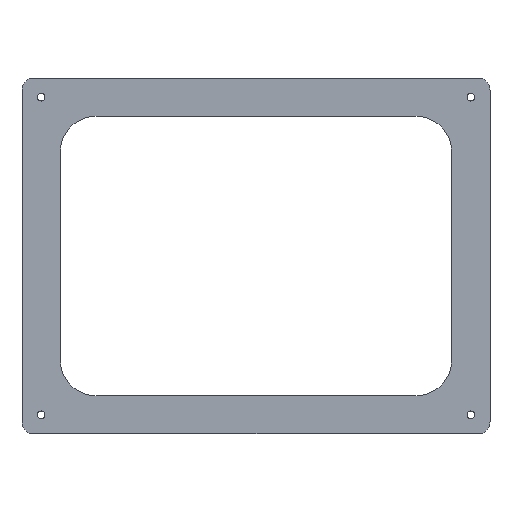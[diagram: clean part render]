
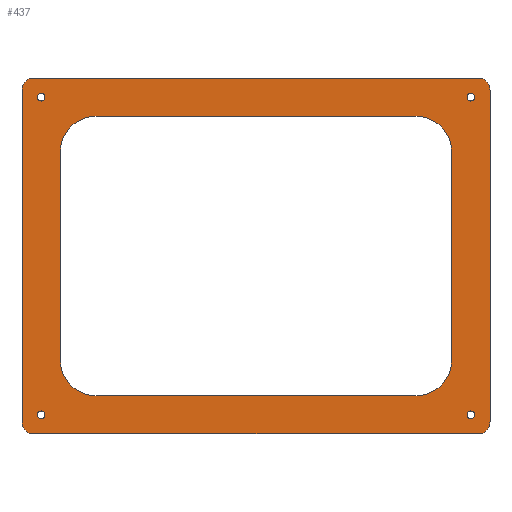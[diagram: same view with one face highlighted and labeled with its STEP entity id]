
A CAD part, top view. The second image highlights one B-rep face of the part: STEP entity #437.
In plain terms, the highlighted planar face has unit normal (0, 0, 1).
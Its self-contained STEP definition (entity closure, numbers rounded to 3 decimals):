
#15=FACE_BOUND('',#78,.T.);
#16=FACE_BOUND('',#79,.T.);
#17=FACE_BOUND('',#80,.T.);
#18=FACE_BOUND('',#81,.T.);
#19=FACE_BOUND('',#82,.T.);
#33=PLANE('',#497);
#55=FACE_OUTER_BOUND('',#77,.T.);
#77=EDGE_LOOP('',(#365,#366,#367,#368,#369,#370,#371,#372));
#78=EDGE_LOOP('',(#373,#374,#375,#376,#377,#378,#379,#380));
#79=EDGE_LOOP('',(#381));
#80=EDGE_LOOP('',(#382));
#81=EDGE_LOOP('',(#383));
#82=EDGE_LOOP('',(#384));
#99=LINE('',#674,#135);
#102=LINE('',#683,#138);
#105=LINE('',#694,#141);
#111=LINE('',#713,#147);
#115=LINE('',#725,#151);
#118=LINE('',#736,#154);
#122=LINE('',#746,#158);
#123=LINE('',#748,#159);
#135=VECTOR('',#543,10.);
#138=VECTOR('',#554,10.);
#141=VECTOR('',#565,10.);
#147=VECTOR('',#585,10.);
#151=VECTOR('',#597,10.);
#154=VECTOR('',#608,10.);
#158=VECTOR('',#620,10.);
#159=VECTOR('',#623,10.);
#162=CIRCLE('',#455,15.);
#163=CIRCLE('',#457,1.6);
#166=CIRCLE('',#461,5.);
#168=CIRCLE('',#464,15.);
#169=CIRCLE('',#466,1.6);
#172=CIRCLE('',#471,5.);
#174=CIRCLE('',#475,15.);
#175=CIRCLE('',#478,1.6);
#178=CIRCLE('',#482,5.);
#180=CIRCLE('',#486,15.);
#181=CIRCLE('',#489,1.6);
#184=CIRCLE('',#494,5.);
#187=VERTEX_POINT('',#634);
#188=VERTEX_POINT('',#636);
#189=VERTEX_POINT('',#640);
#193=VERTEX_POINT('',#649);
#194=VERTEX_POINT('',#651);
#197=VERTEX_POINT('',#658);
#198=VERTEX_POINT('',#660);
#199=VERTEX_POINT('',#664);
#202=VERTEX_POINT('',#672);
#204=VERTEX_POINT('',#678);
#207=VERTEX_POINT('',#688);
#208=VERTEX_POINT('',#690);
#209=VERTEX_POINT('',#697);
#213=VERTEX_POINT('',#706);
#214=VERTEX_POINT('',#708);
#217=VERTEX_POINT('',#718);
#218=VERTEX_POINT('',#720);
#219=VERTEX_POINT('',#727);
#222=VERTEX_POINT('',#735);
#224=VERTEX_POINT('',#741);
#227=EDGE_CURVE('',#187,#188,#162,.T.);
#229=EDGE_CURVE('',#189,#189,#163,.T.);
#234=EDGE_CURVE('',#194,#193,#166,.T.);
#238=EDGE_CURVE('',#198,#197,#168,.T.);
#240=EDGE_CURVE('',#199,#199,#169,.T.);
#245=EDGE_CURVE('',#202,#193,#99,.T.);
#248=EDGE_CURVE('',#204,#202,#172,.T.);
#250=EDGE_CURVE('',#197,#188,#102,.T.);
#253=EDGE_CURVE('',#208,#207,#174,.T.);
#255=EDGE_CURVE('',#208,#187,#105,.T.);
#257=EDGE_CURVE('',#209,#209,#175,.T.);
#262=EDGE_CURVE('',#213,#214,#178,.T.);
#265=EDGE_CURVE('',#213,#194,#111,.T.);
#268=EDGE_CURVE('',#217,#218,#180,.T.);
#271=EDGE_CURVE('',#217,#198,#115,.T.);
#272=EDGE_CURVE('',#219,#219,#181,.T.);
#276=EDGE_CURVE('',#222,#214,#118,.T.);
#279=EDGE_CURVE('',#224,#222,#184,.T.);
#282=EDGE_CURVE('',#224,#204,#122,.T.);
#283=EDGE_CURVE('',#218,#207,#123,.T.);
#365=ORIENTED_EDGE('',*,*,#265,.T.);
#366=ORIENTED_EDGE('',*,*,#234,.T.);
#367=ORIENTED_EDGE('',*,*,#245,.F.);
#368=ORIENTED_EDGE('',*,*,#248,.F.);
#369=ORIENTED_EDGE('',*,*,#282,.F.);
#370=ORIENTED_EDGE('',*,*,#279,.T.);
#371=ORIENTED_EDGE('',*,*,#276,.T.);
#372=ORIENTED_EDGE('',*,*,#262,.F.);
#373=ORIENTED_EDGE('',*,*,#255,.F.);
#374=ORIENTED_EDGE('',*,*,#253,.T.);
#375=ORIENTED_EDGE('',*,*,#283,.F.);
#376=ORIENTED_EDGE('',*,*,#268,.F.);
#377=ORIENTED_EDGE('',*,*,#271,.T.);
#378=ORIENTED_EDGE('',*,*,#238,.T.);
#379=ORIENTED_EDGE('',*,*,#250,.T.);
#380=ORIENTED_EDGE('',*,*,#227,.F.);
#381=ORIENTED_EDGE('',*,*,#240,.F.);
#382=ORIENTED_EDGE('',*,*,#229,.T.);
#383=ORIENTED_EDGE('',*,*,#257,.F.);
#384=ORIENTED_EDGE('',*,*,#272,.T.);
#437=ADVANCED_FACE('',(#55,#15,#16,#17,#18,#19),#33,.T.);
#455=AXIS2_PLACEMENT_3D('',#637,#506,#507);
#457=AXIS2_PLACEMENT_3D('',#641,#511,#512);
#461=AXIS2_PLACEMENT_3D('',#652,#521,#522);
#464=AXIS2_PLACEMENT_3D('',#661,#529,#530);
#466=AXIS2_PLACEMENT_3D('',#665,#534,#535);
#471=AXIS2_PLACEMENT_3D('',#680,#549,#550);
#475=AXIS2_PLACEMENT_3D('',#691,#560,#561);
#478=AXIS2_PLACEMENT_3D('',#698,#569,#570);
#482=AXIS2_PLACEMENT_3D('',#709,#579,#580);
#486=AXIS2_PLACEMENT_3D('',#721,#591,#592);
#489=AXIS2_PLACEMENT_3D('',#728,#600,#601);
#494=AXIS2_PLACEMENT_3D('',#742,#614,#615);
#497=AXIS2_PLACEMENT_3D('',#750,#625,#626);
#506=DIRECTION('center_axis',(0.,0.,1.));
#507=DIRECTION('ref_axis',(-0.707,-0.707,0.));
#511=DIRECTION('center_axis',(0.,0.,-1.));
#512=DIRECTION('ref_axis',(-1.,0.,0.));
#521=DIRECTION('center_axis',(0.,0.,1.));
#522=DIRECTION('ref_axis',(-1.,0.,0.));
#529=DIRECTION('center_axis',(0.,0.,-1.));
#530=DIRECTION('ref_axis',(0.707,-0.707,0.));
#534=DIRECTION('center_axis',(0.,0.,1.));
#535=DIRECTION('ref_axis',(1.,0.,0.));
#543=DIRECTION('',(-1.,0.,0.));
#549=DIRECTION('center_axis',(0.,0.,-1.));
#550=DIRECTION('ref_axis',(1.,0.,0.));
#554=DIRECTION('',(-1.,0.,0.));
#560=DIRECTION('center_axis',(0.,0.,-1.));
#561=DIRECTION('ref_axis',(-0.707,0.707,0.));
#565=DIRECTION('',(0.,-1.,0.));
#569=DIRECTION('center_axis',(0.,0.,1.));
#570=DIRECTION('ref_axis',(-1.,0.,0.));
#579=DIRECTION('center_axis',(0.,0.,-1.));
#580=DIRECTION('ref_axis',(-1.,0.,0.));
#585=DIRECTION('',(0.,-1.,0.));
#591=DIRECTION('center_axis',(0.,0.,1.));
#592=DIRECTION('ref_axis',(0.707,0.707,0.));
#597=DIRECTION('',(0.,-1.,0.));
#600=DIRECTION('center_axis',(0.,0.,-1.));
#601=DIRECTION('ref_axis',(1.,0.,0.));
#608=DIRECTION('',(-1.,0.,0.));
#614=DIRECTION('center_axis',(0.,0.,1.));
#615=DIRECTION('ref_axis',(1.,0.,0.));
#620=DIRECTION('',(0.,-1.,0.));
#623=DIRECTION('',(-1.,0.,0.));
#625=DIRECTION('center_axis',(0.,0.,1.));
#626=DIRECTION('ref_axis',(1.,0.,0.));
#634=CARTESIAN_POINT('',(-82.,-43.5,2.));
#636=CARTESIAN_POINT('',(-67.,-58.5,2.));
#637=CARTESIAN_POINT('Origin',(-67.,-43.5,2.));
#640=CARTESIAN_POINT('',(-88.4,-66.5,2.));
#641=CARTESIAN_POINT('Origin',(-90.,-66.5,2.));
#649=CARTESIAN_POINT('',(-93.,-74.5,2.));
#651=CARTESIAN_POINT('',(-98.,-69.5,2.));
#652=CARTESIAN_POINT('Origin',(-93.,-69.5,2.));
#658=CARTESIAN_POINT('',(67.,-58.5,2.));
#660=CARTESIAN_POINT('',(82.,-43.5,2.));
#661=CARTESIAN_POINT('Origin',(67.,-43.5,2.));
#664=CARTESIAN_POINT('',(88.4,-66.5,2.));
#665=CARTESIAN_POINT('Origin',(90.,-66.5,2.));
#672=CARTESIAN_POINT('',(93.,-74.5,2.));
#674=CARTESIAN_POINT('',(0.,-74.5,2.));
#678=CARTESIAN_POINT('',(98.,-69.5,2.));
#680=CARTESIAN_POINT('Origin',(93.,-69.5,2.));
#683=CARTESIAN_POINT('',(0.,-58.5,2.));
#688=CARTESIAN_POINT('',(-67.,58.5,2.));
#690=CARTESIAN_POINT('',(-82.,43.5,2.));
#691=CARTESIAN_POINT('Origin',(-67.,43.5,2.));
#694=CARTESIAN_POINT('',(-82.,58.5,2.));
#697=CARTESIAN_POINT('',(-88.4,66.5,2.));
#698=CARTESIAN_POINT('Origin',(-90.,66.5,2.));
#706=CARTESIAN_POINT('',(-98.,69.5,2.));
#708=CARTESIAN_POINT('',(-93.,74.5,2.));
#709=CARTESIAN_POINT('Origin',(-93.,69.5,2.));
#713=CARTESIAN_POINT('',(-98.,-69.5,2.));
#718=CARTESIAN_POINT('',(82.,43.5,2.));
#720=CARTESIAN_POINT('',(67.,58.5,2.));
#721=CARTESIAN_POINT('Origin',(67.,43.5,2.));
#725=CARTESIAN_POINT('',(82.,58.5,2.));
#727=CARTESIAN_POINT('',(88.4,66.5,2.));
#728=CARTESIAN_POINT('Origin',(90.,66.5,2.));
#735=CARTESIAN_POINT('',(93.,74.5,2.));
#736=CARTESIAN_POINT('',(0.,74.5,2.));
#741=CARTESIAN_POINT('',(98.,69.5,2.));
#742=CARTESIAN_POINT('Origin',(93.,69.5,2.));
#746=CARTESIAN_POINT('',(98.,-69.5,2.));
#748=CARTESIAN_POINT('',(0.,58.5,2.));
#750=CARTESIAN_POINT('Origin',(49.,37.25,2.));
